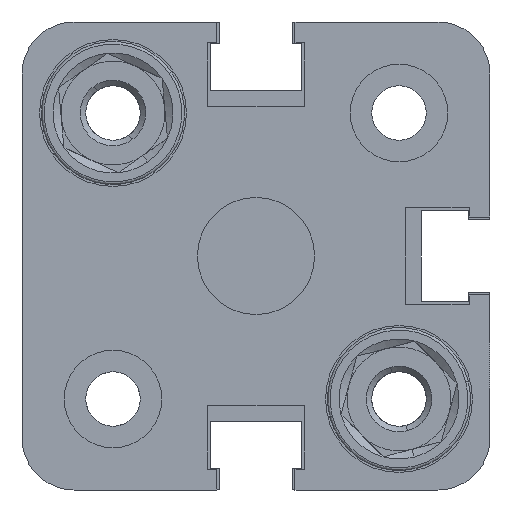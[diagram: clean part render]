
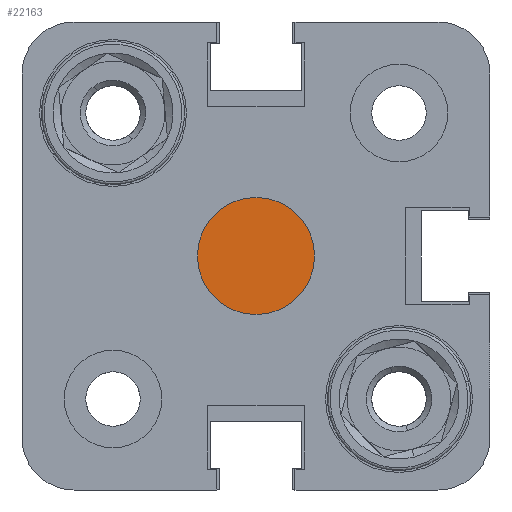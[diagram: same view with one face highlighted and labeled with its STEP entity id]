
A CAD part, left-side view. The second image highlights one B-rep face of the part: STEP entity #22163.
In plain terms, the highlighted planar face has unit normal (-1, 0, 0).
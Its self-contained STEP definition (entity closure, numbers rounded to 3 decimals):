
#45 = DIRECTION ( 'NONE',  ( -1., 0., 0. ) ) ;
#368 = CARTESIAN_POINT ( 'NONE',  ( 3., 0., 0. ) ) ;
#2248 = AXIS2_PLACEMENT_3D ( 'NONE', #4889, #11853, #12944 ) ;
#2613 = DIRECTION ( 'NONE',  ( -1., 0., 0. ) ) ;
#4889 = CARTESIAN_POINT ( 'NONE',  ( 3., 0., 0. ) ) ;
#5170 = CARTESIAN_POINT ( 'NONE',  ( 3., 0., 4.5 ) ) ;
#7324 = VERTEX_POINT ( 'NONE', #5170 ) ;
#7757 = ORIENTED_EDGE ( 'NONE', *, *, #16538, .T. ) ;
#8258 = DIRECTION ( 'NONE',  ( 0., 0., 1. ) ) ;
#8591 = EDGE_CURVE ( 'NONE', #7324, #17868, #21651, .T. ) ;
#11853 = DIRECTION ( 'NONE',  ( -1., 0., 0. ) ) ;
#12944 = DIRECTION ( 'NONE',  ( 0., 0., 1. ) ) ;
#13627 = AXIS2_PLACEMENT_3D ( 'NONE', #21952, #45, #18383 ) ;
#16346 = PLANE ( 'NONE',  #25552 ) ;
#16538 = EDGE_CURVE ( 'NONE', #17868, #7324, #21184, .T. ) ;
#17827 = EDGE_LOOP ( 'NONE', ( #19116, #7757 ) ) ;
#17868 = VERTEX_POINT ( 'NONE', #18483 ) ;
#18383 = DIRECTION ( 'NONE',  ( 0., 0., 1. ) ) ;
#18440 = FACE_OUTER_BOUND ( 'NONE', #17827, .T. ) ;
#18483 = CARTESIAN_POINT ( 'NONE',  ( 3., 0., -4.5 ) ) ;
#19116 = ORIENTED_EDGE ( 'NONE', *, *, #8591, .T. ) ;
#21184 = CIRCLE ( 'NONE', #2248, 4.5 ) ;
#21651 = CIRCLE ( 'NONE', #13627, 4.5 ) ;
#21952 = CARTESIAN_POINT ( 'NONE',  ( 3., 0., 0. ) ) ;
#22163 = ADVANCED_FACE ( 'NONE', ( #18440 ), #16346, .T. ) ;
#25552 = AXIS2_PLACEMENT_3D ( 'NONE', #368, #2613, #8258 ) ;
